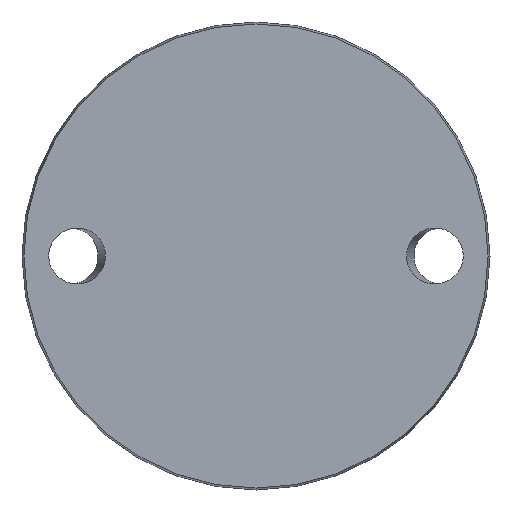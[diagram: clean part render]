
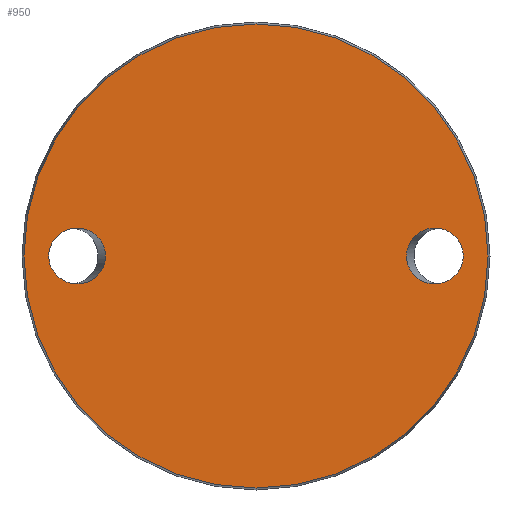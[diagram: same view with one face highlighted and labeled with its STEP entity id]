
A CAD part, front view. The second image highlights one B-rep face of the part: STEP entity #950.
In plain terms, the highlighted planar face has unit normal (0, -1, 0).
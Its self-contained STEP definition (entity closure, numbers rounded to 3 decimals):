
#3 = EDGE_LOOP ( 'NONE', ( #789 ) ) ;
#8 = PLANE ( 'NONE',  #732 ) ;
#14 = CARTESIAN_POINT ( 'NONE',  ( -61.115, 0., 16.5 ) ) ;
#27 = DIRECTION ( 'NONE',  ( 0., 0., 1. ) ) ;
#65 = VERTEX_POINT ( 'NONE', #238 ) ;
#68 = CARTESIAN_POINT ( 'NONE',  ( -61.115, 0., 0. ) ) ;
#75 = CARTESIAN_POINT ( 'NONE',  ( 61.115, 0., -16.5 ) ) ;
#112 = DIRECTION ( 'NONE',  ( 0., 1., 0. ) ) ;
#115 = CARTESIAN_POINT ( 'NONE',  ( -68.425, 0., 0. ) ) ;
#137 = ORIENTED_EDGE ( 'NONE', *, *, #775, .F. ) ;
#143 = EDGE_CURVE ( 'NONE', #531, #531, #302, .T. ) ;
#159 = EDGE_LOOP ( 'NONE', ( #137 ) ) ;
#169 = CARTESIAN_POINT ( 'NONE',  ( 61.115, 0., 16.5 ) ) ;
#238 = CARTESIAN_POINT ( 'NONE',  ( 44.385, 0., 0. ) ) ;
#302 =( BOUNDED_CURVE ( )  B_SPLINE_CURVE ( 3, ( #68, #14, #338, #653, #499, #391, #702 ),
 .UNSPECIFIED., .T., .T. ) 
 B_SPLINE_CURVE_WITH_KNOTS ( ( 4, 3, 4 ),
 ( 0., 3.142, 6.283 ),
 .UNSPECIFIED. ) 
 CURVE ( )  GEOMETRIC_REPRESENTATION_ITEM ( )  RATIONAL_B_SPLINE_CURVE ( ( 1., 0.333, 0.333, 1., 0.333, 0.333, 1. ) ) 
 REPRESENTATION_ITEM ( '' )  );
#308 = VERTEX_POINT ( 'NONE', #367 ) ;
#312 = CARTESIAN_POINT ( 'NONE',  ( 44.385, 0., 16.5 ) ) ;
#338 = CARTESIAN_POINT ( 'NONE',  ( -44.385, 0., 16.5 ) ) ;
#367 = CARTESIAN_POINT ( 'NONE',  ( 0., 0., -68.425 ) ) ;
#391 = CARTESIAN_POINT ( 'NONE',  ( -61.115, 0., -16.5 ) ) ;
#392 = AXIS2_PLACEMENT_3D ( 'NONE', #997, #697, #541 ) ;
#485 = EDGE_CURVE ( 'NONE', #308, #308, #720, .T. ) ;
#497 = FACE_BOUND ( 'NONE', #159, .T. ) ;
#499 = CARTESIAN_POINT ( 'NONE',  ( -44.385, 0., -16.5 ) ) ;
#500 =( BOUNDED_CURVE ( )  B_SPLINE_CURVE ( 3, ( #786, #875, #75, #638, #169, #312, #630 ),
 .UNSPECIFIED., .T., .F. ) 
 B_SPLINE_CURVE_WITH_KNOTS ( ( 4, 3, 4 ),
 ( 0., 3.142, 6.283 ),
 .UNSPECIFIED. ) 
 CURVE ( )  GEOMETRIC_REPRESENTATION_ITEM ( )  RATIONAL_B_SPLINE_CURVE ( ( 1., 0.333, 0.333, 1., 0.333, 0.333, 1. ) ) 
 REPRESENTATION_ITEM ( '' )  );
#509 = ORIENTED_EDGE ( 'NONE', *, *, #143, .T. ) ;
#531 = VERTEX_POINT ( 'NONE', #938 ) ;
#541 = DIRECTION ( 'NONE',  ( 0., 0., -1. ) ) ;
#630 = CARTESIAN_POINT ( 'NONE',  ( 44.385, 0., 0. ) ) ;
#638 = CARTESIAN_POINT ( 'NONE',  ( 61.115, 0., 0. ) ) ;
#653 = CARTESIAN_POINT ( 'NONE',  ( -44.385, 0., 0. ) ) ;
#697 = DIRECTION ( 'NONE',  ( 0., -1., 0. ) ) ;
#702 = CARTESIAN_POINT ( 'NONE',  ( -61.115, 0., 0. ) ) ;
#720 = CIRCLE ( 'NONE', #392, 68.425 ) ;
#727 = FACE_OUTER_BOUND ( 'NONE', #3, .T. ) ;
#732 = AXIS2_PLACEMENT_3D ( 'NONE', #115, #112, #27 ) ;
#754 = EDGE_LOOP ( 'NONE', ( #509 ) ) ;
#775 = EDGE_CURVE ( 'NONE', #65, #65, #500, .T. ) ;
#786 = CARTESIAN_POINT ( 'NONE',  ( 44.385, 0., 0. ) ) ;
#789 = ORIENTED_EDGE ( 'NONE', *, *, #485, .T. ) ;
#808 = FACE_BOUND ( 'NONE', #754, .T. ) ;
#875 = CARTESIAN_POINT ( 'NONE',  ( 44.385, 0., -16.5 ) ) ;
#938 = CARTESIAN_POINT ( 'NONE',  ( -61.115, 0., 0. ) ) ;
#950 = ADVANCED_FACE ( 'NONE', ( #808, #497, #727 ), #8, .F. ) ;
#997 = CARTESIAN_POINT ( 'NONE',  ( 0., 0., 0. ) ) ;
